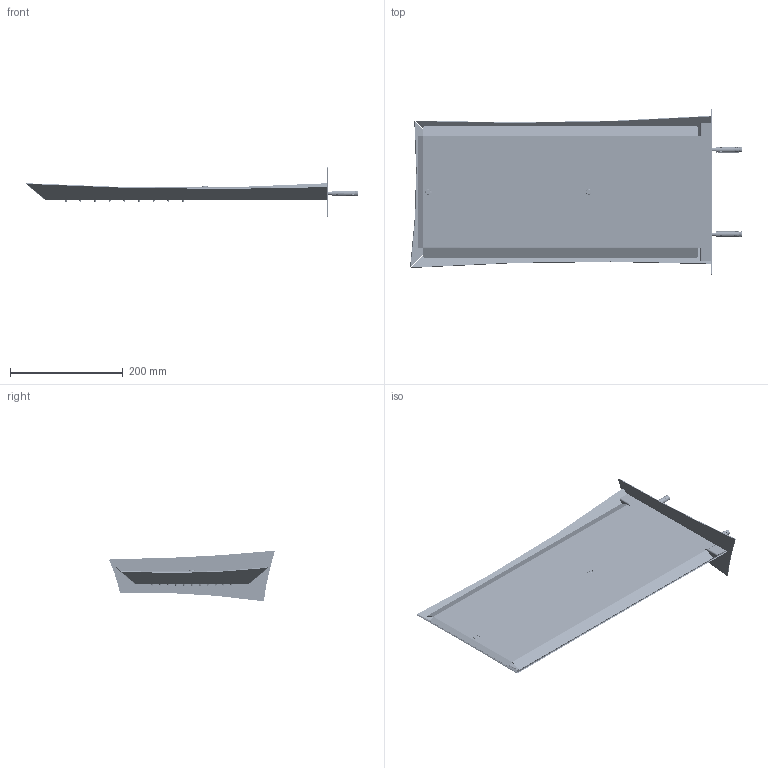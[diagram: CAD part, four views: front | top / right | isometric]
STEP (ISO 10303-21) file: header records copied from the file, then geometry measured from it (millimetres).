
FILE_DESCRIPTION(('STEP AP214'),'1');
FILE_NAME('Art.33030.stp','2023-06-12T05:45:41',(' '),(' '),'Spatial InterOp 3D',' ',' ');
FILE_SCHEMA(('AUTOMOTIVE_DESIGN { 1 0 10303 214 1 1 1 1 }'));
Length unit declared in the file: millimetre
Products named in the file (272): Art.33030; ASSEM1; 23856; S.00157; S.00107; S.01006; S.00150; 22280; S.00311; T.RA063; S.00104; 23341; 22322; P.00100; T.RA013; 22323; P_13025; S.01019; S.00108; S.01017b; S.01017; S.01017a; S.01030; 23340; 21919; 21914; 21918
Assembly tree (386 placements, depth 5):
  Art.33030
    ASSEM1
    (unnamed)
    (unnamed)
    23856
    S.00157  x2
      ASSEM1
      (unnamed)
      S.00157
    S.00107  x2
      ASSEM1
      (unnamed)
      (unnamed)
      S.00107
    S.01006  x4
    S.00150  x4
      ASSEM1
      S.00150
    22280  x4
    S.00311  x4
      ASSEM1
      (unnamed)
      (unnamed)
      (unnamed)
      (unnamed)
      (unnamed)
      (unnamed)
      (unnamed)
      (unnamed)
      (unnamed)
      (unnamed)
      (unnamed)
      S.00311
    T.RA063  x2
      ASSEM1
      T.RA063
    S.00104  x2
      ASSEM1
      (unnamed)
      S.00104
    23341
    22322
      ASSEM1
      (unnamed)
      (unnamed)
      (unnamed)
      (unnamed)
      (unnamed)
      (unnamed)
      (unnamed)
      (unnamed)
      (unnamed)
      (unnamed)
      (unnamed)
      (unnamed)
      (unnamed)
      (unnamed)
      (unnamed)
      (unnamed)
      (unnamed)
Bounding box: 589.09 x 293.08 x 89.43 mm (x, y, z)
Volume: 509055 mm3; surface area: 844563.4 mm2
Topology: 140 solids, 140 shells, 3487 faces, 8560 edges, 5665 vertices
Faces by surface type: torus 1168, plane 1093, cylinder 1054, cone 145, sphere 20, bspline 6, extrusion 1
Full cylindrical faces by diameter (mm): 0.4 x4, 1.5 x99, 1.7 x99, 2.5 x4, 3 x4, 3.1 x99, 3.2 x4, 3.3 x101, 4 x2, 4.2 x2, 4.3 x4, 5 x206, 5.9 x2, 6 x6, 6.5 x2, 6.7 x4, 6.9 x2, 7 x1, 7.1 x2, 7.6 x2, 8.2 x2, 8.4 x2, 8.566 x2, 9.8 x4, 10 x105, 11.5 x2, 13.9 x1, 14.1 x1, 20 x1
Entity records: 52209 total; most frequent: DIRECTION 6256, CARTESIAN_POINT 5670, ORIENTED_EDGE 4180, AXIS2_PLACEMENT_3D 2595, EDGE_CURVE 2090, EDGE_LOOP 1688, VERTEX_POINT 1497, STYLED_ITEM 1236
